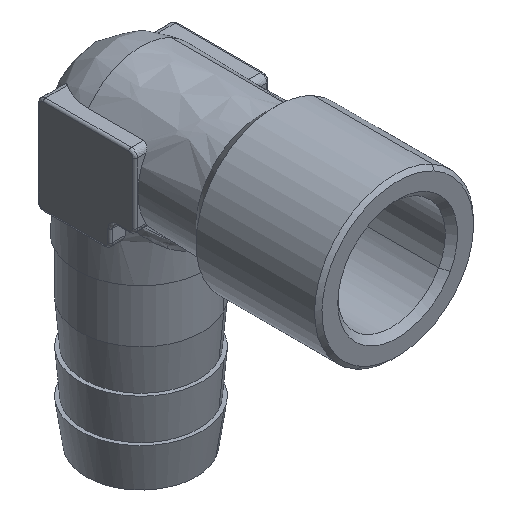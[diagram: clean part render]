
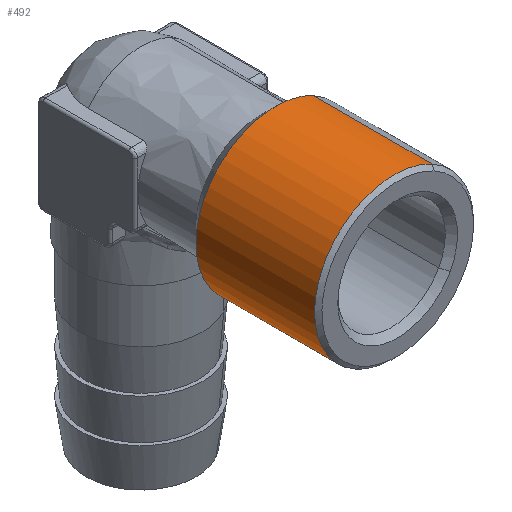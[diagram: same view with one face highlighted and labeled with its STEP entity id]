
A CAD part, isometric view. The second image highlights one B-rep face of the part: STEP entity #492.
In plain terms, the highlighted free-form (B-spline) face has degree [2, 1] with [9, 2] control points.
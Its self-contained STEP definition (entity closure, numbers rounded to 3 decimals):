
#103=B_SPLINE_CURVE_WITH_KNOTS('',1,(#4855,#4856),.UNSPECIFIED.,.F.,.F.,
(2,2),(0.,9.7),.UNSPECIFIED.);
#104=B_SPLINE_CURVE_WITH_KNOTS('',1,(#4857,#4858),.UNSPECIFIED.,.F.,.F.,
(2,2),(-9.7,0.),.UNSPECIFIED.);
#492=ADVANCED_FACE('',(#583),#2275,.T.);
#583=FACE_OUTER_BOUND('',#675,.T.);
#675=EDGE_LOOP('',(#923,#924,#925,#926));
#923=ORIENTED_EDGE('',*,*,#1358,.T.);
#924=ORIENTED_EDGE('',*,*,#1357,.F.);
#925=ORIENTED_EDGE('',*,*,#1359,.T.);
#926=ORIENTED_EDGE('',*,*,#1360,.T.);
#1357=EDGE_CURVE('',#1997,#1998,#1726,.T.);
#1358=EDGE_CURVE('',#1999,#1998,#103,.T.);
#1359=EDGE_CURVE('',#1997,#2000,#104,.T.);
#1360=EDGE_CURVE('',#2000,#1999,#1727,.T.);
#1726=(
BOUNDED_CURVE()
B_SPLINE_CURVE(2,(#4850,#4851,#4852,#4853,#4854),.UNSPECIFIED.,.F.,.F.)
B_SPLINE_CURVE_WITH_KNOTS((3,2,3),(-20.42,-10.21,
0.),.UNSPECIFIED.)
CURVE()
GEOMETRIC_REPRESENTATION_ITEM()
RATIONAL_B_SPLINE_CURVE((1.,0.707,1.,0.707,1.))
REPRESENTATION_ITEM('')
);
#1727=(
BOUNDED_CURVE()
B_SPLINE_CURVE(2,(#4859,#4860,#4861,#4862,#4863),.UNSPECIFIED.,.F.,.F.)
B_SPLINE_CURVE_WITH_KNOTS((3,2,3),(0.,10.21,20.42),
 .UNSPECIFIED.)
CURVE()
GEOMETRIC_REPRESENTATION_ITEM()
RATIONAL_B_SPLINE_CURVE((1.,0.707,1.,0.707,1.))
REPRESENTATION_ITEM('')
);
#1997=VERTEX_POINT('',#4846);
#1998=VERTEX_POINT('',#4847);
#1999=VERTEX_POINT('',#4848);
#2000=VERTEX_POINT('',#4849);
#2275=(
BOUNDED_SURFACE()
B_SPLINE_SURFACE(2,1,((#4828,#4829),(#4830,#4831),(#4832,#4833),(#4834,
#4835),(#4836,#4837),(#4838,#4839),(#4840,#4841),(#4842,#4843),(#4844,#4845)),
 .UNSPECIFIED.,.T.,.F.,.F.)
B_SPLINE_SURFACE_WITH_KNOTS((3,2,2,2,3),(2,2),(0.,1.571,3.142,
4.712,6.283),(0.,11.76),.UNSPECIFIED.)
GEOMETRIC_REPRESENTATION_ITEM()
RATIONAL_B_SPLINE_SURFACE(((1.,1.),(0.707,0.707),
(1.,1.),(0.707,0.707),(1.,1.),(0.707,
0.707),(1.,1.),(0.707,0.707),(1.,1.)))
REPRESENTATION_ITEM('')
SURFACE()
);
#4828=CARTESIAN_POINT('',(0.,-21.73,-6.5));
#4829=CARTESIAN_POINT('',(0.,-9.97,-6.5));
#4830=CARTESIAN_POINT('',(-6.5,-21.73,-6.5));
#4831=CARTESIAN_POINT('',(-6.5,-9.97,-6.5));
#4832=CARTESIAN_POINT('',(-6.5,-21.73,0.));
#4833=CARTESIAN_POINT('',(-6.5,-9.97,0.));
#4834=CARTESIAN_POINT('',(-6.5,-21.73,6.5));
#4835=CARTESIAN_POINT('',(-6.5,-9.97,6.5));
#4836=CARTESIAN_POINT('',(0.,-21.73,6.5));
#4837=CARTESIAN_POINT('',(0.,-9.97,6.5));
#4838=CARTESIAN_POINT('',(6.5,-21.73,6.5));
#4839=CARTESIAN_POINT('',(6.5,-9.97,6.5));
#4840=CARTESIAN_POINT('',(6.5,-21.73,0.));
#4841=CARTESIAN_POINT('',(6.5,-9.97,0.));
#4842=CARTESIAN_POINT('',(6.5,-21.73,-6.5));
#4843=CARTESIAN_POINT('',(6.5,-9.97,-6.5));
#4844=CARTESIAN_POINT('',(0.,-21.73,-6.5));
#4845=CARTESIAN_POINT('',(0.,-9.97,-6.5));
#4846=CARTESIAN_POINT('',(-3.116,-11.,-5.704));
#4847=CARTESIAN_POINT('',(3.116,-11.,5.704));
#4848=CARTESIAN_POINT('',(3.116,-20.7,5.704));
#4849=CARTESIAN_POINT('',(-3.116,-20.7,-5.704));
#4850=CARTESIAN_POINT('',(-3.116,-11.,-5.704));
#4851=CARTESIAN_POINT('',(-8.821,-11.,-2.588));
#4852=CARTESIAN_POINT('',(-5.704,-11.,3.116));
#4853=CARTESIAN_POINT('',(-2.588,-11.,8.821));
#4854=CARTESIAN_POINT('',(3.116,-11.,5.704));
#4855=CARTESIAN_POINT('',(3.116,-20.7,5.704));
#4856=CARTESIAN_POINT('',(3.116,-11.,5.704));
#4857=CARTESIAN_POINT('',(-3.116,-11.,-5.704));
#4858=CARTESIAN_POINT('',(-3.116,-20.7,-5.704));
#4859=CARTESIAN_POINT('',(-3.116,-20.7,-5.704));
#4860=CARTESIAN_POINT('',(-8.821,-20.7,-2.588));
#4861=CARTESIAN_POINT('',(-5.704,-20.7,3.116));
#4862=CARTESIAN_POINT('',(-2.588,-20.7,8.821));
#4863=CARTESIAN_POINT('',(3.116,-20.7,5.704));
